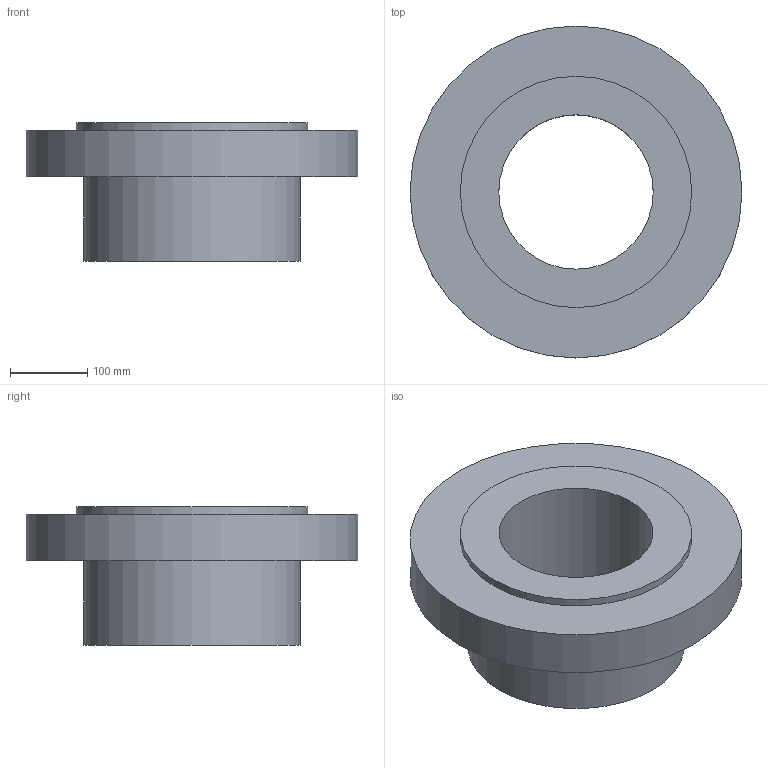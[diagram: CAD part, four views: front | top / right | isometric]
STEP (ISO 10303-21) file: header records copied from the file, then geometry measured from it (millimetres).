
FILE_DESCRIPTION(/* description */ ('Alibre Inc.'),/* implementation_level */ '2;1');
FILE_NAME(/* name */ 'export-ED0DCB14-A73C-49A6-97A4-778173A2EC38',/* time_stamp */ '2025-03-28T11:53:40+08:00',/* author */ (''),/* organization */ (''),/* preprocessor_version */ 'ST-DEVELOPER v17',/* originating_system */ 'Alibre',/* authorisation */ '');
FILE_SCHEMA (('CONFIG_CONTROL_DESIGN'));
Length unit declared in the file: centimetre
Bounding box: 430 x 430 x 180 mm (x, y, z)
Volume: 10478660.5 mm3; surface area: 537634.3 mm2
Topology: 1 solids, 1 shells, 12 faces, 18 edges, 12 vertices
Faces by surface type: cylinder 6, plane 6
Full cylindrical faces by diameter (mm): 200.03 x1, 201.03 x1, 215.03 x1, 280 x1, 299.75 x1, 430 x1
Entity records: 327 total; most frequent: DIRECTION 42, CARTESIAN_POINT 36, ORIENTED_EDGE 24, EDGE_LOOP 24, FACE_BOUND 24, AXIS2_PLACEMENT_3D 24, VERTEX_POINT 12, CIRCLE 12
